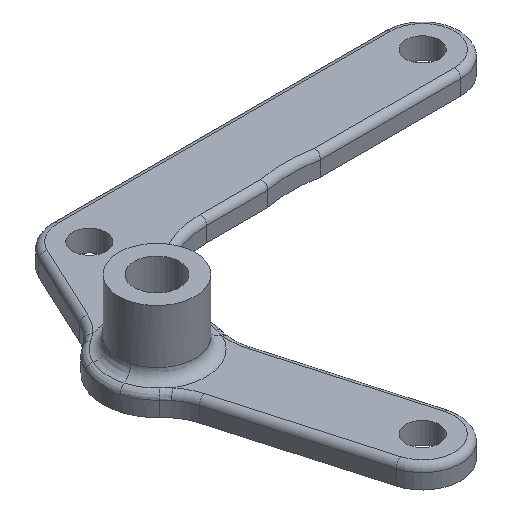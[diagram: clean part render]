
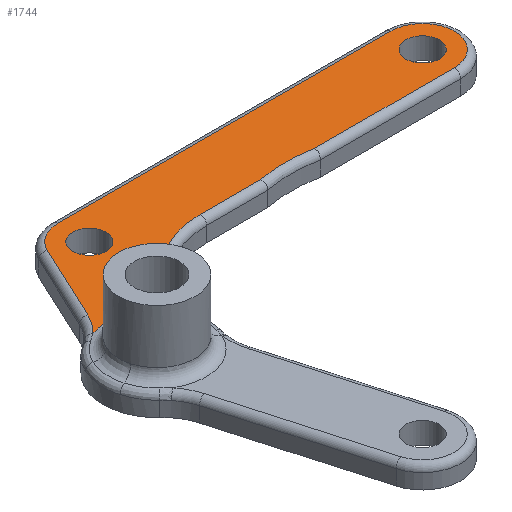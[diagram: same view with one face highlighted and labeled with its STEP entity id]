
A CAD part, isometric view. The second image highlights one B-rep face of the part: STEP entity #1744.
In plain terms, the highlighted planar face has unit normal (0, 0, 1).
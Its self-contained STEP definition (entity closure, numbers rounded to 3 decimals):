
#1089 = VERTEX_POINT('',#1090);
#1090 = CARTESIAN_POINT('',(35.822,120.916,58.));
#1101 = EDGE_CURVE('',#1089,#1102,#1104,.T.);
#1102 = VERTEX_POINT('',#1103);
#1103 = CARTESIAN_POINT('',(41.931,118.063,58.));
#1104 = CIRCLE('',#1105,4.55);
#1105 = AXIS2_PLACEMENT_3D('',#1106,#1107,#1108);
#1106 = CARTESIAN_POINT('',(37.583,116.721,58.));
#1107 = DIRECTION('',(0.,0.,-1.));
#1108 = DIRECTION('',(-0.906,0.423,0.
    ));
#1540 = VERTEX_POINT('',#1541);
#1541 = CARTESIAN_POINT('',(44.633,128.5,58.));
#1547 = EDGE_CURVE('',#1540,#1540,#1548,.T.);
#1548 = CIRCLE('',#1549,1.55);
#1549 = AXIS2_PLACEMENT_3D('',#1550,#1551,#1552);
#1550 = CARTESIAN_POINT('',(43.083,128.5,58.));
#1551 = DIRECTION('',(0.,0.,1.));
#1552 = DIRECTION('',(1.,0.,0.));
#1565 = VERTEX_POINT('',#1566);
#1566 = CARTESIAN_POINT('',(75.633,128.5,58.));
#1572 = EDGE_CURVE('',#1565,#1565,#1573,.T.);
#1573 = CIRCLE('',#1574,1.55);
#1574 = AXIS2_PLACEMENT_3D('',#1575,#1576,#1577);
#1575 = CARTESIAN_POINT('',(74.083,128.5,58.));
#1576 = DIRECTION('',(0.,0.,1.));
#1577 = DIRECTION('',(1.,0.,0.));
#1744 = ADVANCED_FACE('',(#1745,#1841,#1844),#1847,.T.);
#1745 = FACE_BOUND('',#1746,.T.);
#1746 = EDGE_LOOP('',(#1747,#1748,#1758,#1766,#1775,#1783,#1792,#1800,
    #1809,#1817,#1826,#1834));
#1747 = ORIENTED_EDGE('',*,*,#1101,.T.);
#1748 = ORIENTED_EDGE('',*,*,#1749,.T.);
#1749 = EDGE_CURVE('',#1102,#1750,#1752,.T.);
#1750 = VERTEX_POINT('',#1751);
#1751 = CARTESIAN_POINT('',(42.45,120.172,58.));
#1752 = ( BOUNDED_CURVE() B_SPLINE_CURVE(4,(#1753,#1754,#1755,#1756,
#1757),.UNSPECIFIED.,.F.,.F.) B_SPLINE_CURVE_WITH_KNOTS((5,5),(
127.661,129.609),.PIECEWISE_BEZIER_KNOTS.) CURVE() 
GEOMETRIC_REPRESENTATION_ITEM() RATIONAL_B_SPLINE_CURVE((1.,1.,1.,1.,1.)
) REPRESENTATION_ITEM('') );
#1753 = CARTESIAN_POINT('',(41.931,118.063,58.));
#1754 = CARTESIAN_POINT('',(41.956,118.609,58.));
#1755 = CARTESIAN_POINT('',(42.053,119.154,58.));
#1756 = CARTESIAN_POINT('',(42.22,119.679,58.));
#1757 = CARTESIAN_POINT('',(42.45,120.172,58.));
#1758 = ORIENTED_EDGE('',*,*,#1759,.T.);
#1759 = EDGE_CURVE('',#1750,#1760,#1762,.T.);
#1760 = VERTEX_POINT('',#1761);
#1761 = CARTESIAN_POINT('',(42.645,120.588,58.));
#1762 = LINE('',#1763,#1764);
#1763 = CARTESIAN_POINT('',(42.45,120.172,58.));
#1764 = VECTOR('',#1765,1.);
#1765 = DIRECTION('',(0.423,0.906,0.));
#1766 = ORIENTED_EDGE('',*,*,#1767,.T.);
#1767 = EDGE_CURVE('',#1760,#1768,#1770,.T.);
#1768 = VERTEX_POINT('',#1769);
#1769 = CARTESIAN_POINT('',(50.437,125.55,58.));
#1770 = CIRCLE('',#1771,8.6);
#1771 = AXIS2_PLACEMENT_3D('',#1772,#1773,#1774);
#1772 = CARTESIAN_POINT('',(50.437,116.95,58.));
#1773 = DIRECTION('',(0.,0.,-1.));
#1774 = DIRECTION('',(-0.906,0.423,0.
    ));
#1775 = ORIENTED_EDGE('',*,*,#1776,.T.);
#1776 = EDGE_CURVE('',#1768,#1777,#1779,.T.);
#1777 = VERTEX_POINT('',#1778);
#1778 = CARTESIAN_POINT('',(56.066,125.55,58.));
#1779 = LINE('',#1780,#1781);
#1780 = CARTESIAN_POINT('',(50.437,125.55,58.));
#1781 = VECTOR('',#1782,1.);
#1782 = DIRECTION('',(1.,0.,0.));
#1783 = ORIENTED_EDGE('',*,*,#1784,.F.);
#1784 = EDGE_CURVE('',#1785,#1777,#1787,.T.);
#1785 = VERTEX_POINT('',#1786);
#1786 = CARTESIAN_POINT('',(61.101,125.55,58.));
#1787 = CIRCLE('',#1788,12.8);
#1788 = AXIS2_PLACEMENT_3D('',#1789,#1790,#1791);
#1789 = CARTESIAN_POINT('',(58.583,113.,58.));
#1790 = DIRECTION('',(0.,0.,1.));
#1791 = DIRECTION('',(0.201,0.98,0.));
#1792 = ORIENTED_EDGE('',*,*,#1793,.T.);
#1793 = EDGE_CURVE('',#1785,#1794,#1796,.T.);
#1794 = VERTEX_POINT('',#1795);
#1795 = CARTESIAN_POINT('',(74.083,125.55,58.));
#1796 = LINE('',#1797,#1798);
#1797 = CARTESIAN_POINT('',(61.04,125.55,58.));
#1798 = VECTOR('',#1799,1.);
#1799 = DIRECTION('',(1.,0.,0.));
#1800 = ORIENTED_EDGE('',*,*,#1801,.T.);
#1801 = EDGE_CURVE('',#1794,#1802,#1804,.T.);
#1802 = VERTEX_POINT('',#1803);
#1803 = CARTESIAN_POINT('',(74.083,131.45,58.));
#1804 = CIRCLE('',#1805,2.95);
#1805 = AXIS2_PLACEMENT_3D('',#1806,#1807,#1808);
#1806 = CARTESIAN_POINT('',(74.083,128.5,58.));
#1807 = DIRECTION('',(0.,0.,1.));
#1808 = DIRECTION('',(0.,-1.,0.));
#1809 = ORIENTED_EDGE('',*,*,#1810,.T.);
#1810 = EDGE_CURVE('',#1802,#1811,#1813,.T.);
#1811 = VERTEX_POINT('',#1812);
#1812 = CARTESIAN_POINT('',(43.083,131.45,58.));
#1813 = LINE('',#1814,#1815);
#1814 = CARTESIAN_POINT('',(74.083,131.45,58.));
#1815 = VECTOR('',#1816,1.);
#1816 = DIRECTION('',(-1.,-0.,-0.));
#1817 = ORIENTED_EDGE('',*,*,#1818,.T.);
#1818 = EDGE_CURVE('',#1811,#1819,#1821,.T.);
#1819 = VERTEX_POINT('',#1820);
#1820 = CARTESIAN_POINT('',(40.41,129.748,58.));
#1821 = CIRCLE('',#1822,2.95);
#1822 = AXIS2_PLACEMENT_3D('',#1823,#1824,#1825);
#1823 = CARTESIAN_POINT('',(43.083,128.5,58.));
#1824 = DIRECTION('',(0.,0.,1.));
#1825 = DIRECTION('',(0.,1.,
    0.));
#1826 = ORIENTED_EDGE('',*,*,#1827,.T.);
#1827 = EDGE_CURVE('',#1819,#1828,#1830,.T.);
#1828 = VERTEX_POINT('',#1829);
#1829 = CARTESIAN_POINT('',(37.104,122.668,58.));
#1830 = LINE('',#1831,#1832);
#1831 = CARTESIAN_POINT('',(40.41,129.748,58.));
#1832 = VECTOR('',#1833,1.);
#1833 = DIRECTION('',(-0.423,-0.906,0.));
#1834 = ORIENTED_EDGE('',*,*,#1835,.T.);
#1835 = EDGE_CURVE('',#1828,#1089,#1836,.T.);
#1836 = CIRCLE('',#1837,5.6);
#1837 = AXIS2_PLACEMENT_3D('',#1838,#1839,#1840);
#1838 = CARTESIAN_POINT('',(32.03,125.037,58.));
#1839 = DIRECTION('',(0.,0.,-1.));
#1840 = DIRECTION('',(0.906,-0.423,0.)
  );
#1841 = FACE_BOUND('',#1842,.T.);
#1842 = EDGE_LOOP('',(#1843));
#1843 = ORIENTED_EDGE('',*,*,#1547,.F.);
#1844 = FACE_BOUND('',#1845,.T.);
#1845 = EDGE_LOOP('',(#1846));
#1846 = ORIENTED_EDGE('',*,*,#1572,.F.);
#1847 = PLANE('',#1848);
#1848 = AXIS2_PLACEMENT_3D('',#1849,#1850,#1851);
#1849 = CARTESIAN_POINT('',(50.368,119.462,58.));
#1850 = DIRECTION('',(0.,0.,1.));
#1851 = DIRECTION('',(1.,0.,0.));
